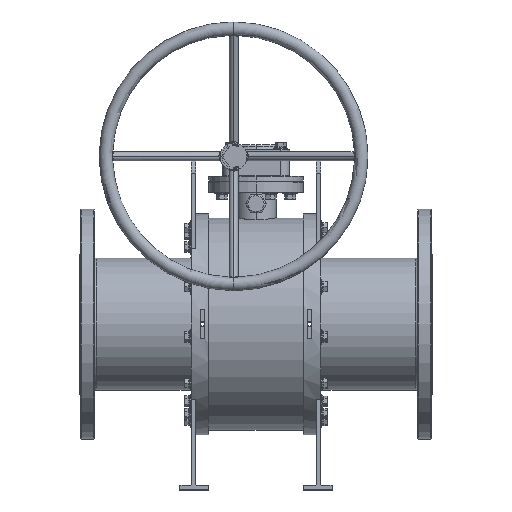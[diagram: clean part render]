
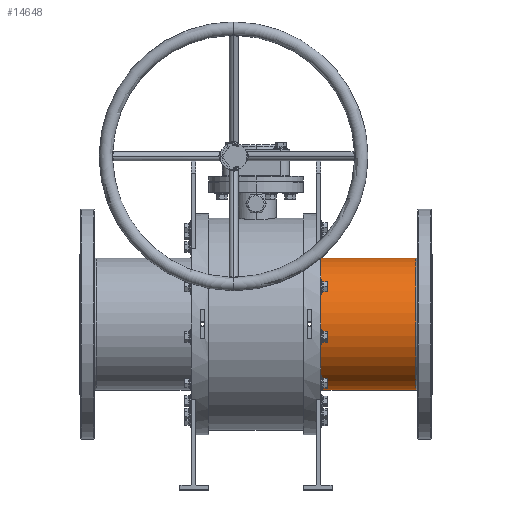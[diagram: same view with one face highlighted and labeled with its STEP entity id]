
A CAD part, top view. The second image highlights one B-rep face of the part: STEP entity #14648.
In plain terms, the highlighted cylindrical face has radius 147 mm (diameter 294 mm), a partial arc.
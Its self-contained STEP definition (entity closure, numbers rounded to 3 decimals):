
#19 = VECTOR ( 'NONE', #4656, 1000. ) ;
#421 = VERTEX_POINT ( 'NONE', #8424 ) ;
#1170 = AXIS2_PLACEMENT_3D ( 'NONE', #12842, #6135, #6535 ) ;
#1689 = AXIS2_PLACEMENT_3D ( 'NONE', #9238, #3435, #20167 ) ;
#2077 = LINE ( 'NONE', #19197, #8216 ) ;
#2458 = CARTESIAN_POINT ( 'NONE',  ( 145., 147., 0. ) ) ;
#3435 = DIRECTION ( 'NONE',  ( 1., 0., 0. ) ) ;
#4656 = DIRECTION ( 'NONE',  ( -1., 0., 0. ) ) ;
#6135 = DIRECTION ( 'NONE',  ( -1., 0., 0. ) ) ;
#6336 = EDGE_CURVE ( 'NONE', #11035, #421, #15428, .T. ) ;
#6422 = ORIENTED_EDGE ( 'NONE', *, *, #11140, .T. ) ;
#6535 = DIRECTION ( 'NONE',  ( 0., -1., 0. ) ) ;
#7416 = ORIENTED_EDGE ( 'NONE', *, *, #13131, .F. ) ;
#8216 = VECTOR ( 'NONE', #17270, 1000. ) ;
#8424 = CARTESIAN_POINT ( 'NONE',  ( 356.5, 147., 0. ) ) ;
#8599 = CYLINDRICAL_SURFACE ( 'NONE', #1170, 147. ) ;
#8661 = EDGE_CURVE ( 'NONE', #421, #24421, #17391, .T. ) ;
#9238 = CARTESIAN_POINT ( 'NONE',  ( 145., 0., 0. ) ) ;
#10715 = ORIENTED_EDGE ( 'NONE', *, *, #6336, .T. ) ;
#11035 = VERTEX_POINT ( 'NONE', #15674 ) ;
#11121 = CARTESIAN_POINT ( 'NONE',  ( -393.5, 147., 0. ) ) ;
#11140 = EDGE_CURVE ( 'NONE', #24421, #16310, #15251, .T. ) ;
#12842 = CARTESIAN_POINT ( 'NONE',  ( -393.5, 0., 0. ) ) ;
#12849 = DIRECTION ( 'NONE',  ( -1., 0., 0. ) ) ;
#13131 = EDGE_CURVE ( 'NONE', #11035, #16310, #2077, .T. ) ;
#14648 = ADVANCED_FACE ( 'NONE', ( #16931 ), #8599, .T. ) ;
#15251 = CIRCLE ( 'NONE', #1689, 147. ) ;
#15428 = CIRCLE ( 'NONE', #25049, 147. ) ;
#15674 = CARTESIAN_POINT ( 'NONE',  ( 356.5, -147., 0. ) ) ;
#15924 = EDGE_LOOP ( 'NONE', ( #10715, #21489, #6422, #7416 ) ) ;
#16310 = VERTEX_POINT ( 'NONE', #17548 ) ;
#16931 = FACE_OUTER_BOUND ( 'NONE', #15924, .T. ) ;
#17081 = DIRECTION ( 'NONE',  ( 0., 1., 0. ) ) ;
#17270 = DIRECTION ( 'NONE',  ( -1., 0., 0. ) ) ;
#17391 = LINE ( 'NONE', #11121, #19 ) ;
#17548 = CARTESIAN_POINT ( 'NONE',  ( 145., -147., 0. ) ) ;
#19197 = CARTESIAN_POINT ( 'NONE',  ( -393.5, -147., 0. ) ) ;
#20167 = DIRECTION ( 'NONE',  ( 0., 0., -1. ) ) ;
#21489 = ORIENTED_EDGE ( 'NONE', *, *, #8661, .T. ) ;
#23265 = CARTESIAN_POINT ( 'NONE',  ( 356.5, 0., 0. ) ) ;
#24421 = VERTEX_POINT ( 'NONE', #2458 ) ;
#25049 = AXIS2_PLACEMENT_3D ( 'NONE', #23265, #12849, #17081 ) ;
